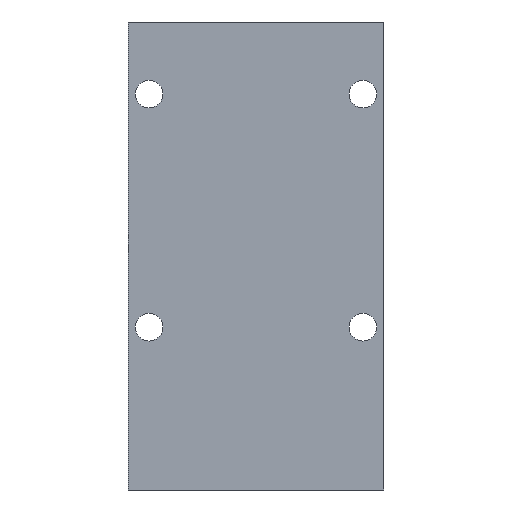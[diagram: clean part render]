
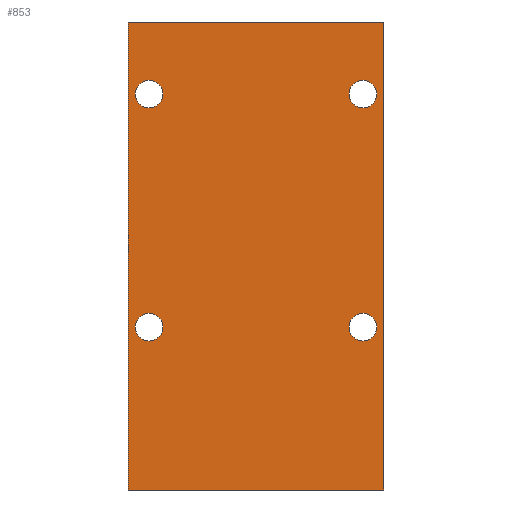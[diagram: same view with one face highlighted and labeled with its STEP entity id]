
A CAD part, front view. The second image highlights one B-rep face of the part: STEP entity #853.
In plain terms, the highlighted planar face has unit normal (0, -1, 0).
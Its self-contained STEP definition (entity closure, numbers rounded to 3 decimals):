
#2 = CARTESIAN_POINT ( 'NONE',  ( -14.875, 1.905, -127.82 ) ) ;
#10 = ORIENTED_EDGE ( 'NONE', *, *, #1185, .F. ) ;
#26 = CIRCLE ( 'NONE', #275, 1.93 ) ;
#126 = ORIENTED_EDGE ( 'NONE', *, *, #3261, .T. ) ;
#192 = CARTESIAN_POINT ( 'NONE',  ( -14.875, 1.905, -131.68 ) ) ;
#275 = AXIS2_PLACEMENT_3D ( 'NONE', #3279, #3268, #3255 ) ;
#326 = VECTOR ( 'NONE', #3021, 1000. ) ;
#390 = VERTEX_POINT ( 'NONE', #2877 ) ;
#425 = LINE ( 'NONE', #1742, #326 ) ;
#449 = CIRCLE ( 'NONE', #3265, 1.93 ) ;
#456 = VERTEX_POINT ( 'NONE', #2594 ) ;
#487 = EDGE_CURVE ( 'NONE', #721, #456, #449, .T. ) ;
#547 = EDGE_LOOP ( 'NONE', ( #2197, #4104 ) ) ;
#555 = ORIENTED_EDGE ( 'NONE', *, *, #3846, .T. ) ;
#718 = CARTESIAN_POINT ( 'NONE',  ( -17.78, 1.905, -152.4 ) ) ;
#721 = VERTEX_POINT ( 'NONE', #3909 ) ;
#772 = AXIS2_PLACEMENT_3D ( 'NONE', #3804, #3792, #3788 ) ;
#782 = EDGE_LOOP ( 'NONE', ( #863, #926 ) ) ;
#852 = EDGE_CURVE ( 'NONE', #390, #973, #26, .T. ) ;
#853 = ADVANCED_FACE ( 'NONE', ( #4122, #1540, #2847, #4115, #1535 ), #3300, .F. ) ;
#863 = ORIENTED_EDGE ( 'NONE', *, *, #852, .F. ) ;
#869 = VERTEX_POINT ( 'NONE', #3417 ) ;
#893 = CARTESIAN_POINT ( 'NONE',  ( 17.78, 1.905, -152.4 ) ) ;
#895 = AXIS2_PLACEMENT_3D ( 'NONE', #3606, #1705, #3903 ) ;
#926 = ORIENTED_EDGE ( 'NONE', *, *, #1854, .F. ) ;
#948 = AXIS2_PLACEMENT_3D ( 'NONE', #3471, #3245, #3243 ) ;
#973 = VERTEX_POINT ( 'NONE', #1107 ) ;
#1017 = ORIENTED_EDGE ( 'NONE', *, *, #487, .F. ) ;
#1107 = CARTESIAN_POINT ( 'NONE',  ( 14.875, 1.905, -95.39 ) ) ;
#1185 = EDGE_CURVE ( 'NONE', #2339, #2630, #2459, .T. ) ;
#1224 = EDGE_LOOP ( 'NONE', ( #1017, #1288 ) ) ;
#1266 = DIRECTION ( 'NONE',  ( 0., -1., 0. ) ) ;
#1288 = ORIENTED_EDGE ( 'NONE', *, *, #1344, .F. ) ;
#1344 = EDGE_CURVE ( 'NONE', #456, #721, #3670, .T. ) ;
#1394 = EDGE_CURVE ( 'NONE', #2259, #2205, #3569, .T. ) ;
#1413 = ORIENTED_EDGE ( 'NONE', *, *, #3562, .F. ) ;
#1535 = FACE_OUTER_BOUND ( 'NONE', #2682, .T. ) ;
#1540 = FACE_BOUND ( 'NONE', #547, .T. ) ;
#1593 = LINE ( 'NONE', #1598, #3481 ) ;
#1598 = CARTESIAN_POINT ( 'NONE',  ( -17.78, 1.905, 152.4 ) ) ;
#1623 = EDGE_CURVE ( 'NONE', #4045, #869, #3371, .T. ) ;
#1693 = CARTESIAN_POINT ( 'NONE',  ( 17.78, 1.905, -87.291 ) ) ;
#1705 = DIRECTION ( 'NONE',  ( 0., -1., 0. ) ) ;
#1723 = DIRECTION ( 'NONE',  ( 0., 0., -1. ) ) ;
#1740 = DIRECTION ( 'NONE',  ( 0., -1., 0. ) ) ;
#1742 = CARTESIAN_POINT ( 'NONE',  ( -17.78, 1.905, -87.291 ) ) ;
#1751 = CARTESIAN_POINT ( 'NONE',  ( 14.875, 1.905, -97.32 ) ) ;
#1854 = EDGE_CURVE ( 'NONE', #973, #390, #3025, .T. ) ;
#1900 = ORIENTED_EDGE ( 'NONE', *, *, #1623, .F. ) ;
#1936 = VECTOR ( 'NONE', #4177, 1000. ) ;
#1946 = DIRECTION ( 'NONE',  ( 0., 0., -1. ) ) ;
#1952 = ORIENTED_EDGE ( 'NONE', *, *, #2732, .F. ) ;
#1959 = DIRECTION ( 'NONE',  ( 0., -1., 0. ) ) ;
#1987 = CARTESIAN_POINT ( 'NONE',  ( -14.875, 1.905, -97.32 ) ) ;
#2132 = DIRECTION ( 'NONE',  ( 0., 0., -1. ) ) ;
#2144 = CARTESIAN_POINT ( 'NONE',  ( 17.78, 1.905, 152.4 ) ) ;
#2197 = ORIENTED_EDGE ( 'NONE', *, *, #3895, .F. ) ;
#2205 = VERTEX_POINT ( 'NONE', #192 ) ;
#2256 = DIRECTION ( 'NONE',  ( 0., 0., -1. ) ) ;
#2259 = VERTEX_POINT ( 'NONE', #2 ) ;
#2339 = VERTEX_POINT ( 'NONE', #1693 ) ;
#2459 = LINE ( 'NONE', #2144, #3739 ) ;
#2594 = CARTESIAN_POINT ( 'NONE',  ( -14.875, 1.905, -95.39 ) ) ;
#2615 = CARTESIAN_POINT ( 'NONE',  ( 17.78, 1.905, -152.4 ) ) ;
#2630 = VERTEX_POINT ( 'NONE', #893 ) ;
#2645 = CIRCLE ( 'NONE', #3815, 1.93 ) ;
#2682 = EDGE_LOOP ( 'NONE', ( #10, #1413, #126, #555 ) ) ;
#2732 = EDGE_CURVE ( 'NONE', #869, #4045, #2645, .T. ) ;
#2782 = LINE ( 'NONE', #2615, #1936 ) ;
#2847 = FACE_BOUND ( 'NONE', #782, .T. ) ;
#2851 = DIRECTION ( 'NONE',  ( 0., 0., -1. ) ) ;
#2861 = DIRECTION ( 'NONE',  ( 0., -1., 0. ) ) ;
#2877 = CARTESIAN_POINT ( 'NONE',  ( 14.875, 1.905, -99.25 ) ) ;
#2880 = CARTESIAN_POINT ( 'NONE',  ( 14.875, 1.905, -129.75 ) ) ;
#2887 = EDGE_LOOP ( 'NONE', ( #1952, #1900 ) ) ;
#2926 = AXIS2_PLACEMENT_3D ( 'NONE', #1751, #1740, #1723 ) ;
#3021 = DIRECTION ( 'NONE',  ( 1., 0., 0. ) ) ;
#3025 = CIRCLE ( 'NONE', #2926, 1.93 ) ;
#3100 = CARTESIAN_POINT ( 'NONE',  ( -17.78, 1.905, -87.291 ) ) ;
#3197 = CARTESIAN_POINT ( 'NONE',  ( 14.875, 1.905, -129.75 ) ) ;
#3243 = DIRECTION ( 'NONE',  ( 0., 0., 1. ) ) ;
#3245 = DIRECTION ( 'NONE',  ( 0., 1., 0. ) ) ;
#3255 = DIRECTION ( 'NONE',  ( 0., 0., -1. ) ) ;
#3261 = EDGE_CURVE ( 'NONE', #3689, #3453, #1593, .T. ) ;
#3265 = AXIS2_PLACEMENT_3D ( 'NONE', #1987, #1959, #1946 ) ;
#3268 = DIRECTION ( 'NONE',  ( 0., -1., 0. ) ) ;
#3279 = CARTESIAN_POINT ( 'NONE',  ( 14.875, 1.905, -97.32 ) ) ;
#3300 = PLANE ( 'NONE',  #948 ) ;
#3371 = CIRCLE ( 'NONE', #3838, 1.93 ) ;
#3417 = CARTESIAN_POINT ( 'NONE',  ( 14.875, 1.905, -131.68 ) ) ;
#3453 = VERTEX_POINT ( 'NONE', #718 ) ;
#3471 = CARTESIAN_POINT ( 'NONE',  ( 17.78, 1.905, 152.4 ) ) ;
#3481 = VECTOR ( 'NONE', #2256, 1000. ) ;
#3502 = DIRECTION ( 'NONE',  ( 0., 0., -1. ) ) ;
#3511 = CIRCLE ( 'NONE', #895, 1.93 ) ;
#3562 = EDGE_CURVE ( 'NONE', #3689, #2339, #425, .T. ) ;
#3569 = CIRCLE ( 'NONE', #772, 1.93 ) ;
#3606 = CARTESIAN_POINT ( 'NONE',  ( -14.875, 1.905, -129.75 ) ) ;
#3670 = CIRCLE ( 'NONE', #4062, 1.93 ) ;
#3676 = CARTESIAN_POINT ( 'NONE',  ( 14.875, 1.905, -127.82 ) ) ;
#3689 = VERTEX_POINT ( 'NONE', #3100 ) ;
#3739 = VECTOR ( 'NONE', #2132, 1000. ) ;
#3788 = DIRECTION ( 'NONE',  ( 0., 0., -1. ) ) ;
#3792 = DIRECTION ( 'NONE',  ( 0., -1., 0. ) ) ;
#3804 = CARTESIAN_POINT ( 'NONE',  ( -14.875, 1.905, -129.75 ) ) ;
#3815 = AXIS2_PLACEMENT_3D ( 'NONE', #3197, #1266, #3502 ) ;
#3838 = AXIS2_PLACEMENT_3D ( 'NONE', #2880, #2861, #2851 ) ;
#3846 = EDGE_CURVE ( 'NONE', #3453, #2630, #2782, .T. ) ;
#3895 = EDGE_CURVE ( 'NONE', #2205, #2259, #3511, .T. ) ;
#3903 = DIRECTION ( 'NONE',  ( 0., 0., -1. ) ) ;
#3909 = CARTESIAN_POINT ( 'NONE',  ( -14.875, 1.905, -99.25 ) ) ;
#4008 = DIRECTION ( 'NONE',  ( 0., 0., -1. ) ) ;
#4014 = DIRECTION ( 'NONE',  ( 0., -1., 0. ) ) ;
#4023 = CARTESIAN_POINT ( 'NONE',  ( -14.875, 1.905, -97.32 ) ) ;
#4045 = VERTEX_POINT ( 'NONE', #3676 ) ;
#4062 = AXIS2_PLACEMENT_3D ( 'NONE', #4023, #4014, #4008 ) ;
#4104 = ORIENTED_EDGE ( 'NONE', *, *, #1394, .F. ) ;
#4115 = FACE_BOUND ( 'NONE', #1224, .T. ) ;
#4122 = FACE_BOUND ( 'NONE', #2887, .T. ) ;
#4177 = DIRECTION ( 'NONE',  ( 1., 0., 0. ) ) ;
